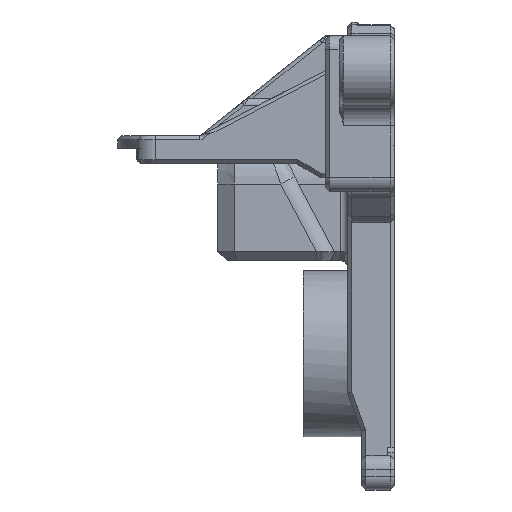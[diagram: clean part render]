
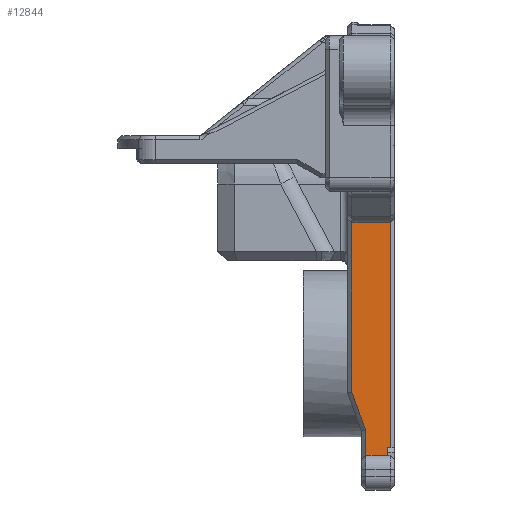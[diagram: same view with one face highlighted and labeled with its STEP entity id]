
A CAD part, left-side view. The second image highlights one B-rep face of the part: STEP entity #12844.
In plain terms, the highlighted planar face has unit normal (-1, 0, 0).
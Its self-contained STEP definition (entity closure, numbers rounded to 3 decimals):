
#1894=FACE_OUTER_BOUND('',#2651,.T.);
#2651=EDGE_LOOP('',(#11632,#11633,#11634,#11635,#11636,#11637));
#3730=LINE('',#24630,#4874);
#3731=LINE('',#24633,#4875);
#3755=LINE('',#24682,#4899);
#3797=LINE('',#25014,#4941);
#3799=LINE('',#25018,#4943);
#3800=LINE('',#25019,#4944);
#4874=VECTOR('',#16931,1000.);
#4875=VECTOR('',#16936,1000.);
#4899=VECTOR('',#17006,1000.);
#4941=VECTOR('',#17164,1000.);
#4943=VECTOR('',#17168,1000.);
#4944=VECTOR('',#17169,1000.);
#5986=VERTEX_POINT('',#23629);
#6076=VERTEX_POINT('',#24625);
#6077=VERTEX_POINT('',#24629);
#6079=VERTEX_POINT('',#24681);
#6118=VERTEX_POINT('',#25013);
#6119=VERTEX_POINT('',#25017);
#7869=EDGE_CURVE('',#6077,#5986,#3730,.T.);
#7871=EDGE_CURVE('',#5986,#6076,#3731,.T.);
#7895=EDGE_CURVE('',#6079,#6077,#3755,.T.);
#7972=EDGE_CURVE('',#6118,#6076,#3797,.T.);
#7974=EDGE_CURVE('',#6118,#6119,#3799,.T.);
#7975=EDGE_CURVE('',#6119,#6079,#3800,.T.);
#11632=ORIENTED_EDGE('',*,*,#7871,.T.);
#11633=ORIENTED_EDGE('',*,*,#7972,.F.);
#11634=ORIENTED_EDGE('',*,*,#7974,.T.);
#11635=ORIENTED_EDGE('',*,*,#7975,.T.);
#11636=ORIENTED_EDGE('',*,*,#7895,.T.);
#11637=ORIENTED_EDGE('',*,*,#7869,.T.);
#12112=PLANE('',#13935);
#12844=ADVANCED_FACE('',(#1894),#12112,.T.);
#13935=AXIS2_PLACEMENT_3D('',#25016,#17166,#17167);
#16931=DIRECTION('',(0.,-1.,0.));
#16936=DIRECTION('',(0.,0.,1.));
#17006=DIRECTION('',(0.,0.,-1.));
#17164=DIRECTION('',(0.,-1.,0.));
#17166=DIRECTION('center_axis',(-1.,0.,0.));
#17167=DIRECTION('ref_axis',(0.,0.,-1.));
#17168=DIRECTION('',(0.,0.,-1.));
#17169=DIRECTION('',(0.,-0.342,-0.94));
#23629=CARTESIAN_POINT('',(-20.05,0.3,-14.975));
#24625=CARTESIAN_POINT('',(-20.05,0.3,2.375));
#24629=CARTESIAN_POINT('',(-20.05,2.07,-14.975));
#24630=CARTESIAN_POINT('',(-20.05,20.,-14.975));
#24633=CARTESIAN_POINT('',(-20.05,0.3,2.375));
#24681=CARTESIAN_POINT('',(-20.05,2.07,-12.62));
#24682=CARTESIAN_POINT('',(-20.05,2.07,-14.425));
#25013=CARTESIAN_POINT('',(-20.05,3.07,2.375));
#25014=CARTESIAN_POINT('',(-20.05,20.,2.375));
#25016=CARTESIAN_POINT('Origin',(-20.05,20.,-14.425));
#25017=CARTESIAN_POINT('',(-20.05,3.07,-9.872));
#25018=CARTESIAN_POINT('',(-20.05,3.07,-14.425));
#25019=CARTESIAN_POINT('',(-20.05,3.587,-8.451));
